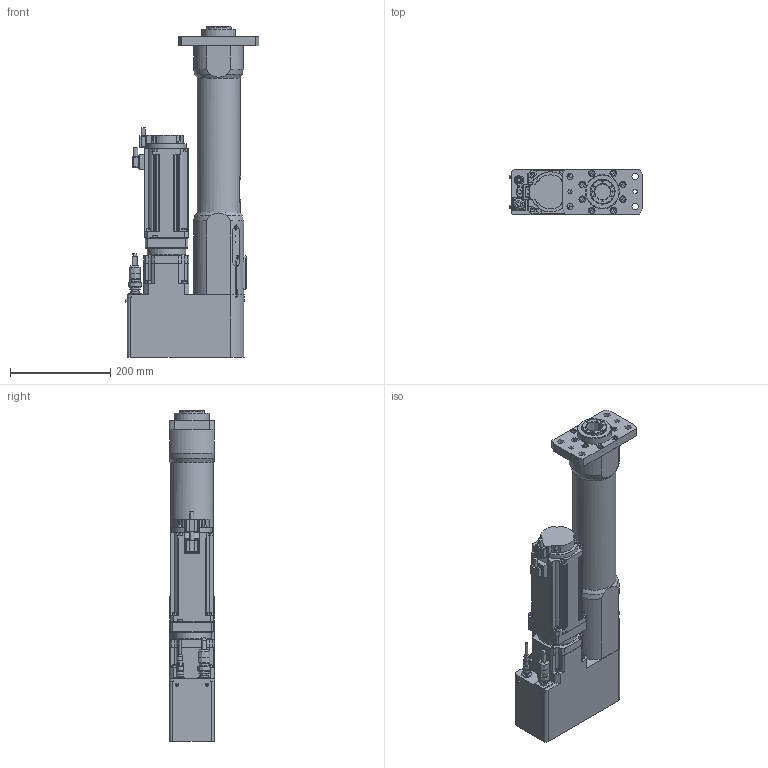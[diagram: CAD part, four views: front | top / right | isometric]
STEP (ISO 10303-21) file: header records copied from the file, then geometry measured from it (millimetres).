
FILE_DESCRIPTION(/* description */ (''),/* implementation_level */ '2;1');
FILE_NAME(/* name */ 'DPS-301R4H-20FB(DU-P225+I)_OUTLINE..stp',/* time_stamp */ '2014-08-14T13:12:57+09:00',/* author */ ('kouketsu'),/* organization */ (''),/* preprocessor_version */ 'ST-DEVELOPER v15.6',/* originating_system */ 'Autodesk Inventor 2015',/* authorisation */ '');
FILE_SCHEMA (('AUTOMOTIVE_DESIGN { 1 0 10303 214 3 1 1 }'));
Products named in the file (3): DU-P00-710+C_OUTLINE; DPS-301R4H-20FB(DU-P225+I)_OUTLINE; DPS-301R4H-20FB(DU-P225+I)_OUTLINE.
Bounding box: 266 x 90 x 660 mm (x, y, z)
Volume: 7918363.4 mm3; surface area: 657833.9 mm2
Topology: 3 solids, 81 shells, 1736 faces, 4233 edges, 2711 vertices
Faces by surface type: plane 883, cylinder 560, cone 155, torus 99, bspline 38, sphere 1
Full cylindrical faces by diameter (mm): 2.459 x6, 3.242 x5, 4 x9, 4.5 x4, 4.917 x14, 5 x15, 5.5 x4, 6 x13, 6.5 x4, 6.6 x4, 6.647 x12, 7 x14, 7.5 x4, 8 x13, 8.2 x1, 8.5 x3, 8.8 x4, 9.3 x1, 10 x12, 10.2 x1, 10.5 x1, 10.6 x1, 11 x1, 12 x1, 12.7 x1, 13 x8, 14 x14, 14.5 x1, 14.7 x1, 16 x2
Entity records: 52870 total; most frequent: CARTESIAN_POINT 12460, DIRECTION 8261, ORIENTED_EDGE 7438, EDGE_CURVE 3718, AXIS2_PLACEMENT_3D 3204, VERTEX_POINT 2538, EDGE_LOOP 2223, LINE 1853
